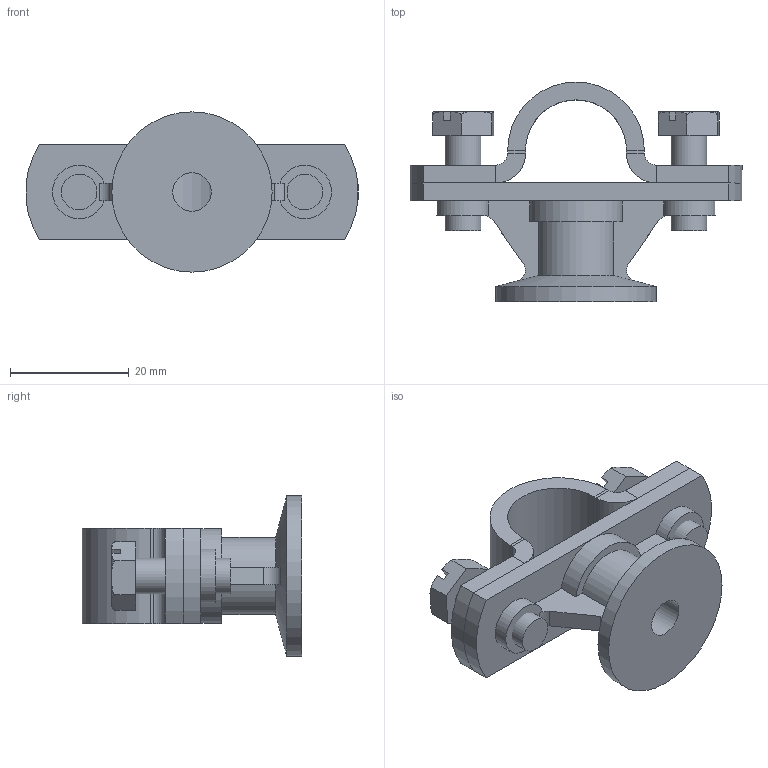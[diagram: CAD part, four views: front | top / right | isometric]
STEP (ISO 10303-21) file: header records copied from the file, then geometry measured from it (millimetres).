
FILE_DESCRIPTION (( 'STEP AP214' ), '1' );
FILE_NAME ('5229960.stp', '2023-04-11T09:56:18', ( '' ), ( '' ), 'SwSTEP 2.0', 'SolidWorks 2022', '' );
FILE_SCHEMA (( 'AUTOMOTIVE_DESIGN' ));
Length unit declared in the file: millimetre
Products named in the file (4): 185052_Standard; 5229960; 184691; 184931
Assembly tree (4 placements, depth 2):
  5229960
    184691
    184931
    185052_Standard  x2
Bounding box: 55.9 x 37 x 27 mm (x, y, z)
Volume: 10592.2 mm3; surface area: 8704.1 mm2
Topology: 4 solids, 4 shells, 144 faces, 367 edges, 235 vertices
Faces by surface type: plane 92, cylinder 39, torus 12, cone 1
Full cylindrical faces by diameter (mm): 5 x2, 6 x2, 6.47 x1, 12.5 x1, 27 x1
Entity records: 4077 total; most frequent: CARTESIAN_POINT 725, DIRECTION 542, ORIENTED_EDGE 520, EDGE_CURVE 260, AXIS2_PLACEMENT_3D 189, VERTEX_POINT 168, VECTOR 164, LINE 164
